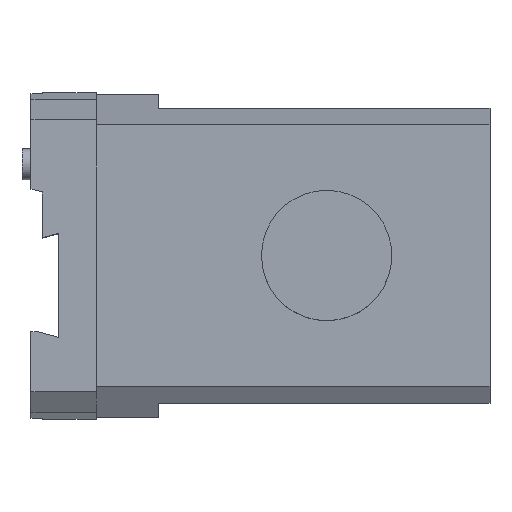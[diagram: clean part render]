
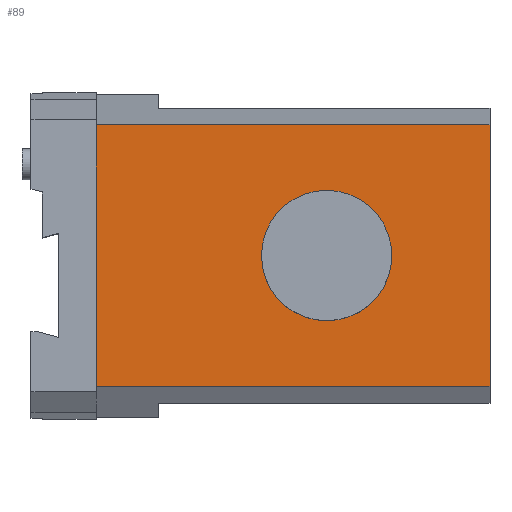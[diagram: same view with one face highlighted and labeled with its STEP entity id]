
A CAD part, top view. The second image highlights one B-rep face of the part: STEP entity #89.
In plain terms, the highlighted planar face has unit normal (0, 0, 1).
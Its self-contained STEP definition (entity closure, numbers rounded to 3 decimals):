
#37=FACE_BOUND('',#230,.T.);
#38=FACE_BOUND('',#231,.T.);
#64=CIRCLE('',#1055,19.95);
#89=ADVANCED_FACE('',(#37,#38),#135,.F.);
#135=PLANE('',#1056);
#230=EDGE_LOOP('',(#414,#415,#416,#417));
#231=EDGE_LOOP('',(#418));
#414=ORIENTED_EDGE('',*,*,#723,.T.);
#415=ORIENTED_EDGE('',*,*,#724,.T.);
#416=ORIENTED_EDGE('',*,*,#725,.F.);
#417=ORIENTED_EDGE('',*,*,#726,.F.);
#418=ORIENTED_EDGE('',*,*,#727,.F.);
#608=VERTEX_POINT('',#1559);
#609=VERTEX_POINT('',#1560);
#610=VERTEX_POINT('',#1562);
#611=VERTEX_POINT('',#1564);
#612=VERTEX_POINT('',#1567);
#723=EDGE_CURVE('',#608,#609,#842,.T.);
#724=EDGE_CURVE('',#609,#610,#843,.T.);
#725=EDGE_CURVE('',#611,#610,#844,.T.);
#726=EDGE_CURVE('',#608,#611,#845,.T.);
#727=EDGE_CURVE('',#612,#612,#64,.T.);
#842=LINE('',#1558,#958);
#843=LINE('',#1561,#959);
#844=LINE('',#1563,#960);
#845=LINE('',#1565,#961);
#958=VECTOR('',#1257,1.);
#959=VECTOR('',#1258,1.);
#960=VECTOR('',#1259,1.);
#961=VECTOR('',#1260,1.);
#1055=AXIS2_PLACEMENT_3D('',#1566,#1261,#1262);
#1056=AXIS2_PLACEMENT_3D('',#1568,#1263,#1264);
#1257=DIRECTION('',(1.,0.,0.));
#1258=DIRECTION('',(0.,1.,0.));
#1259=DIRECTION('',(1.,0.,0.));
#1260=DIRECTION('',(0.,1.,0.));
#1261=DIRECTION('',(0.,0.,1.));
#1262=DIRECTION('',(0.,1.,0.));
#1263=DIRECTION('',(0.,0.,-1.));
#1264=DIRECTION('',(0.,1.,0.));
#1558=CARTESIAN_POINT('',(-70.5,-40.,0.));
#1559=CARTESIAN_POINT('',(-70.5,-40.,0.));
#1560=CARTESIAN_POINT('',(50.,-40.,0.));
#1561=CARTESIAN_POINT('',(50.,-40.,0.));
#1562=CARTESIAN_POINT('',(50.,40.,0.));
#1563=CARTESIAN_POINT('',(-70.5,40.,0.));
#1564=CARTESIAN_POINT('',(-70.5,40.,0.));
#1565=CARTESIAN_POINT('',(-70.5,-40.,0.));
#1566=CARTESIAN_POINT('',(0.,0.,
0.));
#1567=CARTESIAN_POINT('',(0.,19.95,0.));
#1568=CARTESIAN_POINT('',(-70.5,-40.,0.));
